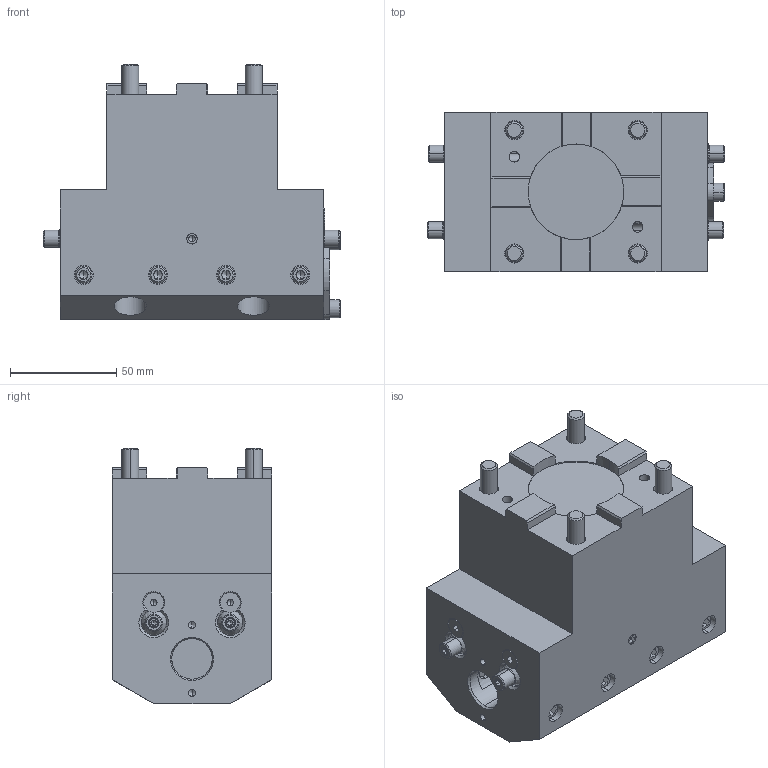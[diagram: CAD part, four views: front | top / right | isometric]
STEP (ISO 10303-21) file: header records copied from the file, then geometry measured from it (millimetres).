
FILE_DESCRIPTION (( 'STEP AP203' ), '1' );
FILE_NAME ('04-0976.STEP', '2023-06-22T15:26:14', ( '' ), ( '' ), 'SwSTEP 2.0', 'SolidWorks 2022', '' );
FILE_SCHEMA (( 'CONFIG_CONTROL_DESIGN' ));
Length unit declared in the file: inch
Products named in the file (1): 04-0976
Bounding box: 140 x 75 x 120 mm (x, y, z)
Surface area: 113734 mm2 (no closed solid volume)
Topology: 0 solids, 38 shells, 787 faces, 1882 edges, 1132 vertices
Faces by surface type: plane 392, cone 184, cylinder 179, bspline 32
Entity records: 24957 total; most frequent: CARTESIAN_POINT 6931, DIRECTION 3852, ORIENTED_EDGE 3548, EDGE_CURVE 1814, AXIS2_PLACEMENT_3D 1416, VERTEX_POINT 1132, LINE 1020, VECTOR 1020
